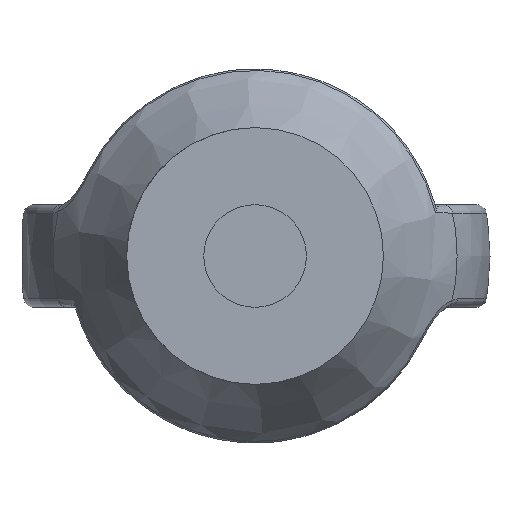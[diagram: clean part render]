
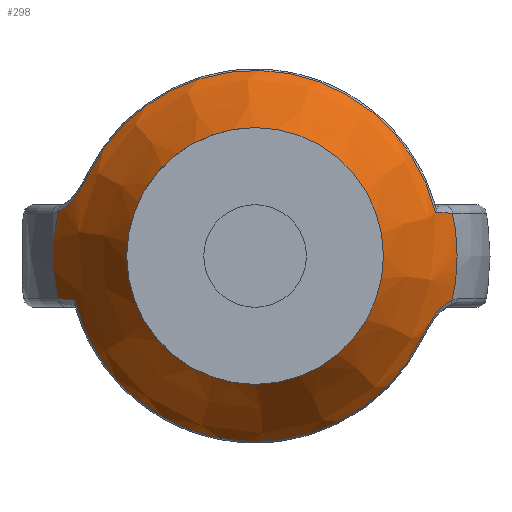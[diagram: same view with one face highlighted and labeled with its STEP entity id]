
A CAD part, front view. The second image highlights one B-rep face of the part: STEP entity #298.
In plain terms, the highlighted conical face has half-angle 30.876 degrees and reference radius 13.206 mm.
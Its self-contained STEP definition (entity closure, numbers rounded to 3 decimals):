
#130=CONICAL_SURFACE('',#3210,13.206,30.876);
#298=ADVANCED_FACE('',(#628,#629),#130,.T.);
#577=CIRCLE('',#3205,23.603);
#578=CIRCLE('',#3206,21.687);
#579=CIRCLE('',#3207,23.603);
#580=CIRCLE('',#3208,21.687);
#581=CIRCLE('',#3209,15.);
#628=FACE_BOUND('',#692,.T.);
#629=FACE_BOUND('',#693,.T.);
#692=EDGE_LOOP('',(#1406,#1407,#1408,#1409,#1410,#1411,#1412,#1413));
#693=EDGE_LOOP('',(#1414));
#1406=ORIENTED_EDGE('',*,*,#2572,.T.);
#1407=ORIENTED_EDGE('',*,*,#2573,.T.);
#1408=ORIENTED_EDGE('',*,*,#2574,.T.);
#1409=ORIENTED_EDGE('',*,*,#2575,.T.);
#1410=ORIENTED_EDGE('',*,*,#2576,.T.);
#1411=ORIENTED_EDGE('',*,*,#2577,.T.);
#1412=ORIENTED_EDGE('',*,*,#2578,.T.);
#1413=ORIENTED_EDGE('',*,*,#2579,.T.);
#1414=ORIENTED_EDGE('',*,*,#2580,.F.);
#2278=VERTEX_POINT('',#4269);
#2279=VERTEX_POINT('',#4270);
#2280=VERTEX_POINT('',#4278);
#2281=VERTEX_POINT('',#4280);
#2282=VERTEX_POINT('',#4285);
#2283=VERTEX_POINT('',#4287);
#2284=VERTEX_POINT('',#4295);
#2285=VERTEX_POINT('',#4297);
#2286=VERTEX_POINT('',#4303);
#2572=EDGE_CURVE('',#2278,#2279,#577,.T.);
#2573=EDGE_CURVE('',#2279,#2280,#2970,.T.);
#2574=EDGE_CURVE('',#2280,#2281,#578,.T.);
#2575=EDGE_CURVE('',#2281,#2282,#2971,.T.);
#2576=EDGE_CURVE('',#2282,#2283,#579,.T.);
#2577=EDGE_CURVE('',#2283,#2284,#2972,.T.);
#2578=EDGE_CURVE('',#2284,#2285,#580,.T.);
#2579=EDGE_CURVE('',#2285,#2278,#2973,.T.);
#2580=EDGE_CURVE('',#2286,#2286,#581,.T.);
#2970=B_SPLINE_CURVE_WITH_KNOTS('',3,(#4271,#4272,#4273,#4274,#4275,#4276,
#4277),.UNSPECIFIED.,.F.,.F.,(4,3,4),(0.,0.638,1.),
 .UNSPECIFIED.);
#2971=B_SPLINE_CURVE_WITH_KNOTS('',3,(#4281,#4282,#4283,#4284),
 .UNSPECIFIED.,.F.,.F.,(4,4),(0.,1.),.UNSPECIFIED.);
#2972=B_SPLINE_CURVE_WITH_KNOTS('',3,(#4288,#4289,#4290,#4291,#4292,#4293,
#4294),.UNSPECIFIED.,.F.,.F.,(4,3,4),(0.,0.638,1.),
 .UNSPECIFIED.);
#2973=B_SPLINE_CURVE_WITH_KNOTS('',3,(#4298,#4299,#4300,#4301),
 .UNSPECIFIED.,.F.,.F.,(4,4),(0.,1.),.UNSPECIFIED.);
#3205=AXIS2_PLACEMENT_3D('',#4268,#3422,#3423);
#3206=AXIS2_PLACEMENT_3D('',#4279,#3424,#3425);
#3207=AXIS2_PLACEMENT_3D('',#4286,#3426,#3427);
#3208=AXIS2_PLACEMENT_3D('',#4296,#3428,#3429);
#3209=AXIS2_PLACEMENT_3D('',#4302,#3430,#3431);
#3210=AXIS2_PLACEMENT_3D('',#4304,#3432,#3433);
#3422=DIRECTION('',(0.,-1.,0.));
#3423=DIRECTION('',(1.,0.,0.));
#3424=DIRECTION('',(0.,-1.,0.));
#3425=DIRECTION('',(-1.,0.,0.));
#3426=DIRECTION('',(0.,-1.,0.));
#3427=DIRECTION('',(1.,0.,0.));
#3428=DIRECTION('',(0.,-1.,0.));
#3429=DIRECTION('',(1.,0.,0.));
#3430=DIRECTION('',(0.,-1.,0.));
#3431=DIRECTION('',(0.,0.,1.));
#3432=DIRECTION('',(0.,1.,0.));
#3433=DIRECTION('',(-1.,0.,0.));
#4268=CARTESIAN_POINT('',(0.,17.387,0.));
#4269=CARTESIAN_POINT('',(-23.035,17.387,5.144));
#4270=CARTESIAN_POINT('',(-23.063,17.387,-5.019));
#4271=CARTESIAN_POINT('',(-23.063,17.387,-5.019));
#4272=CARTESIAN_POINT('',(-22.645,16.705,-5.023));
#4273=CARTESIAN_POINT('',(-22.226,16.024,-5.027));
#4274=CARTESIAN_POINT('',(-21.807,15.342,-5.032));
#4275=CARTESIAN_POINT('',(-21.569,14.956,-5.034));
#4276=CARTESIAN_POINT('',(-21.332,14.57,-5.037));
#4277=CARTESIAN_POINT('',(-21.094,14.184,-5.039));
#4278=CARTESIAN_POINT('',(-21.094,14.184,-5.039));
#4279=CARTESIAN_POINT('',(0.,14.184,0.));
#4280=CARTESIAN_POINT('',(19.521,14.184,-9.449));
#4281=CARTESIAN_POINT('',(19.521,14.184,-9.449));
#4282=CARTESIAN_POINT('',(20.513,14.184,-7.399));
#4283=CARTESIAN_POINT('',(21.795,15.54,-5.627));
#4284=CARTESIAN_POINT('',(23.035,17.387,-5.144));
#4285=CARTESIAN_POINT('',(23.035,17.387,-5.144));
#4286=CARTESIAN_POINT('',(0.,17.387,0.));
#4287=CARTESIAN_POINT('',(23.063,17.387,5.019));
#4288=CARTESIAN_POINT('',(23.063,17.387,5.019));
#4289=CARTESIAN_POINT('',(22.645,16.705,5.023));
#4290=CARTESIAN_POINT('',(22.226,16.024,5.027));
#4291=CARTESIAN_POINT('',(21.807,15.342,5.032));
#4292=CARTESIAN_POINT('',(21.569,14.956,5.034));
#4293=CARTESIAN_POINT('',(21.332,14.57,5.037));
#4294=CARTESIAN_POINT('',(21.094,14.184,5.039));
#4295=CARTESIAN_POINT('',(21.094,14.184,5.039));
#4296=CARTESIAN_POINT('',(0.,14.184,0.));
#4297=CARTESIAN_POINT('',(-19.521,14.184,9.449));
#4298=CARTESIAN_POINT('',(-19.521,14.184,9.449));
#4299=CARTESIAN_POINT('',(-20.513,14.184,7.399));
#4300=CARTESIAN_POINT('',(-21.795,15.54,5.627));
#4301=CARTESIAN_POINT('',(-23.035,17.387,5.144));
#4302=CARTESIAN_POINT('',(0.,3.,0.));
#4303=CARTESIAN_POINT('',(0.,3.,15.));
#4304=CARTESIAN_POINT('',(0.,0.,0.));
